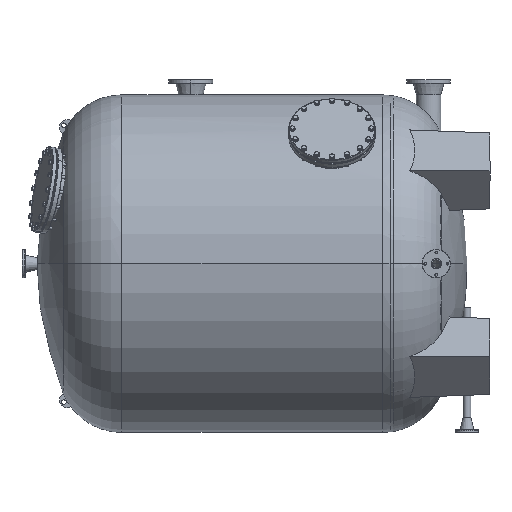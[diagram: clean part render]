
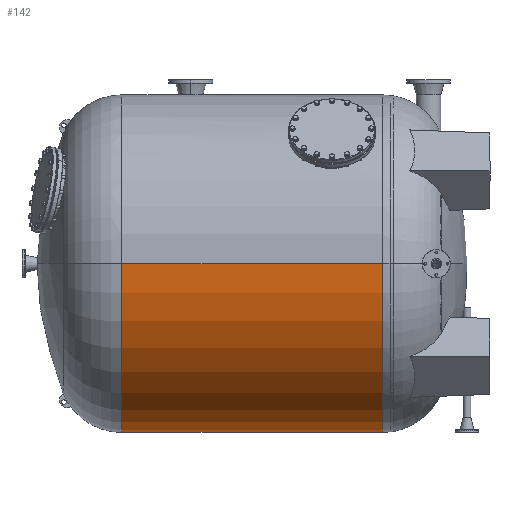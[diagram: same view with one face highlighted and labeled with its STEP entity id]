
A CAD part, left-side view. The second image highlights one B-rep face of the part: STEP entity #142.
In plain terms, the highlighted cylindrical face has radius 1100 mm (diameter 2200 mm), a partial arc.
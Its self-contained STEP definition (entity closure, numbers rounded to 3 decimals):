
#142 = ADVANCED_FACE ( 'NONE', ( #51728 ), #8829, .T. ) ;
#2134 = VECTOR ( 'NONE', #45893, 1000. ) ;
#2207 = VERTEX_POINT ( 'NONE', #11123 ) ;
#2487 = EDGE_CURVE ( 'NONE', #36970, #2207, #37058, .T. ) ;
#7685 = LINE ( 'NONE', #30894, #2134 ) ;
#8829 = CYLINDRICAL_SURFACE ( 'NONE', #15586, 1100. ) ;
#9268 = DIRECTION ( 'NONE',  ( 0., 1., 0. ) ) ;
#9588 = DIRECTION ( 'NONE',  ( -1., 0., 0. ) ) ;
#11123 = CARTESIAN_POINT ( 'NONE',  ( -1196.222, -668.046, 29.066 ) ) ;
#14447 = EDGE_CURVE ( 'NONE', #2207, #33190, #44730, .T. ) ;
#15177 = EDGE_CURVE ( 'NONE', #39347, #33190, #32350, .T. ) ;
#15586 = AXIS2_PLACEMENT_3D ( 'NONE', #39564, #29169, #25410 ) ;
#16776 = CARTESIAN_POINT ( 'NONE',  ( -1196.222, 1581.954, 29.066 ) ) ;
#17918 = ORIENTED_EDGE ( 'NONE', *, *, #36742, .F. ) ;
#21875 = DIRECTION ( 'NONE',  ( -1., 0., 0. ) ) ;
#22223 = VECTOR ( 'NONE', #39420, 1000. ) ;
#25410 = DIRECTION ( 'NONE',  ( -1., 0., 0. ) ) ;
#29169 = DIRECTION ( 'NONE',  ( 0., 1., 0. ) ) ;
#30894 = CARTESIAN_POINT ( 'NONE',  ( 1003.778, 1581.954, 29.066 ) ) ;
#32350 = CIRCLE ( 'NONE', #61338, 1100. ) ;
#33190 = VERTEX_POINT ( 'NONE', #37384 ) ;
#34252 = CARTESIAN_POINT ( 'NONE',  ( 1003.778, -668.046, 29.066 ) ) ;
#35156 = DIRECTION ( 'NONE',  ( 0., 1., 0. ) ) ;
#35761 = ORIENTED_EDGE ( 'NONE', *, *, #14447, .T. ) ;
#36742 = EDGE_CURVE ( 'NONE', #36970, #39347, #7685, .T. ) ;
#36970 = VERTEX_POINT ( 'NONE', #34252 ) ;
#37058 = CIRCLE ( 'NONE', #41073, 1100. ) ;
#37384 = CARTESIAN_POINT ( 'NONE',  ( -1196.222, 1031.954, 29.066 ) ) ;
#39347 = VERTEX_POINT ( 'NONE', #54079 ) ;
#39420 = DIRECTION ( 'NONE',  ( 0., 1., 0. ) ) ;
#39564 = CARTESIAN_POINT ( 'NONE',  ( -96.222, 1581.954, 29.066 ) ) ;
#41073 = AXIS2_PLACEMENT_3D ( 'NONE', #60033, #35156, #21875 ) ;
#44730 = LINE ( 'NONE', #16776, #22223 ) ;
#45893 = DIRECTION ( 'NONE',  ( 0., 1., 0. ) ) ;
#51285 = EDGE_LOOP ( 'NONE', ( #17918, #52393, #35761, #58255 ) ) ;
#51728 = FACE_OUTER_BOUND ( 'NONE', #51285, .T. ) ;
#52197 = CARTESIAN_POINT ( 'NONE',  ( -96.222, 1031.954, 29.066 ) ) ;
#52393 = ORIENTED_EDGE ( 'NONE', *, *, #2487, .T. ) ;
#54079 = CARTESIAN_POINT ( 'NONE',  ( 1003.778, 1031.954, 29.066 ) ) ;
#58255 = ORIENTED_EDGE ( 'NONE', *, *, #15177, .F. ) ;
#60033 = CARTESIAN_POINT ( 'NONE',  ( -96.222, -668.046, 29.066 ) ) ;
#61338 = AXIS2_PLACEMENT_3D ( 'NONE', #52197, #9268, #9588 ) ;
